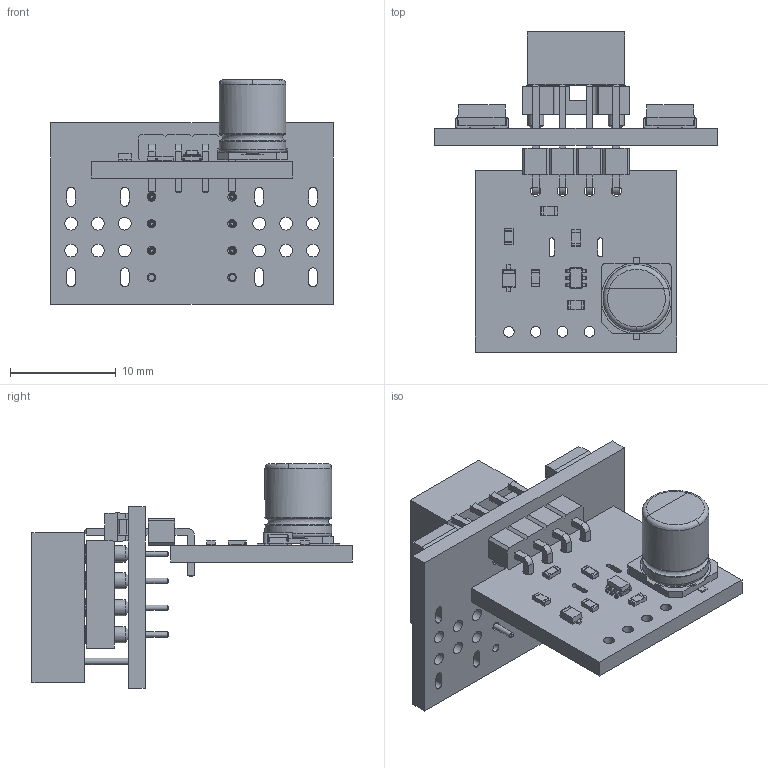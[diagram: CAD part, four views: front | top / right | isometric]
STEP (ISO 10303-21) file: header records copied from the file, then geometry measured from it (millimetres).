
FILE_DESCRIPTION(('FreeCAD Model'),'2;1');
FILE_NAME('Pcb_sp_sp.step','2019-02-18T15:35:58',( 'kicad StepUp'),('ksu MCAD'),'Open CASCADE STEP processor 7.2', 'FreeCAD','Unknown');
FILE_SCHEMA(('AUTOMOTIVE_DESIGN { 1 0 10303 214 1 1 1 1 }'));
Length unit declared in the file: millimetre
Products named in the file (1): Pcb_sp_sp
Bounding box: 26.67 x 30.25 x 21.23 mm (x, y, z)
Volume: 2440.7 mm3; surface area: 3514.1 mm2
Topology: 1 solids, 1 shells, 743 faces, 1957 edges, 1248 vertices
Faces by surface type: plane 438, cylinder 214, bspline 62, cone 24, torus 4, revolution 1
Full cylindrical faces by diameter (mm): 0.508 x8, 0.6 x18, 0.8 x10, 1 x8, 1.2 x12, 1.524 x8, 1.724 x8, 6.3 x2
Entity records: 28310 total; most frequent: CARTESIAN_POINT 4434, ORIENTED_EDGE 3914, DIRECTION 3698, EDGE_CURVE 1957, LINE 1389, VECTOR 1389, VERTEX_POINT 1248, AXIS2_PLACEMENT_3D 1154
